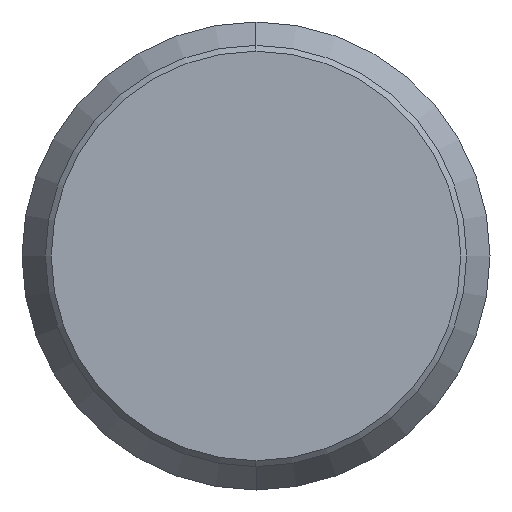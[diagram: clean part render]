
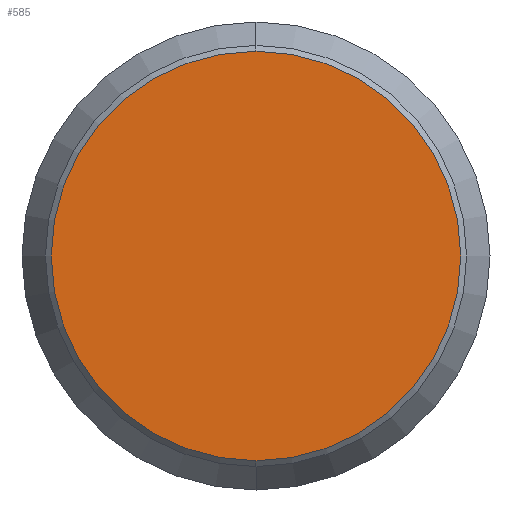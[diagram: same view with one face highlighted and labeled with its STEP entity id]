
A CAD part, left-side view. The second image highlights one B-rep face of the part: STEP entity #585.
In plain terms, the highlighted planar face has unit normal (-1, 0, 0).
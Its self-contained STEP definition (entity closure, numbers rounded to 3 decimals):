
#6 = PLANE ( 'NONE',  #67 ) ;
#44 = CARTESIAN_POINT ( 'NONE',  ( -66.9, 0., 17.5 ) ) ;
#58 = DIRECTION ( 'NONE',  ( -1., 0., 0. ) ) ;
#67 = AXIS2_PLACEMENT_3D ( 'NONE', #161, #58, #532 ) ;
#116 = EDGE_CURVE ( 'NONE', #478, #485, #372, .T. ) ;
#133 = AXIS2_PLACEMENT_3D ( 'NONE', #446, #360, #591 ) ;
#161 = CARTESIAN_POINT ( 'NONE',  ( -66.9, 18., 0. ) ) ;
#191 = ORIENTED_EDGE ( 'NONE', *, *, #522, .T. ) ;
#200 = FACE_OUTER_BOUND ( 'NONE', #304, .T. ) ;
#215 = CARTESIAN_POINT ( 'NONE',  ( -66.9, 0., 0. ) ) ;
#297 = CARTESIAN_POINT ( 'NONE',  ( -66.9, 0., -17.5 ) ) ;
#304 = EDGE_LOOP ( 'NONE', ( #469, #191 ) ) ;
#354 = CIRCLE ( 'NONE', #553, 17.5 ) ;
#360 = DIRECTION ( 'NONE',  ( -1., 0., 0. ) ) ;
#372 = CIRCLE ( 'NONE', #133, 17.5 ) ;
#446 = CARTESIAN_POINT ( 'NONE',  ( -66.9, 0., 0. ) ) ;
#469 = ORIENTED_EDGE ( 'NONE', *, *, #116, .T. ) ;
#478 = VERTEX_POINT ( 'NONE', #297 ) ;
#484 = DIRECTION ( 'NONE',  ( 0., 0., 1. ) ) ;
#485 = VERTEX_POINT ( 'NONE', #44 ) ;
#522 = EDGE_CURVE ( 'NONE', #485, #478, #354, .T. ) ;
#532 = DIRECTION ( 'NONE',  ( 0., 0., 1. ) ) ;
#553 = AXIS2_PLACEMENT_3D ( 'NONE', #215, #586, #484 ) ;
#585 = ADVANCED_FACE ( 'NONE', ( #200 ), #6, .T. ) ;
#586 = DIRECTION ( 'NONE',  ( -1., 0., 0. ) ) ;
#591 = DIRECTION ( 'NONE',  ( 0., 0., 1. ) ) ;
